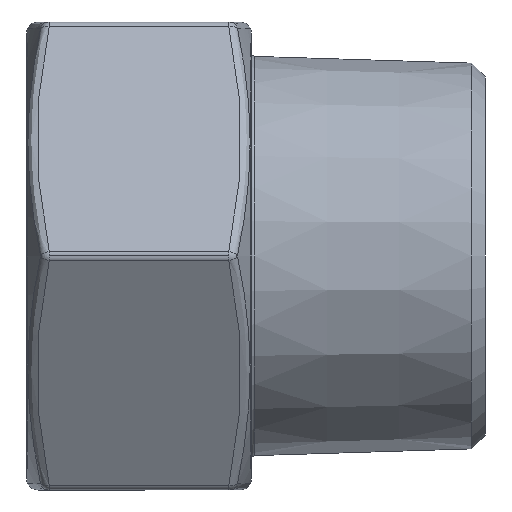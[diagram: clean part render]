
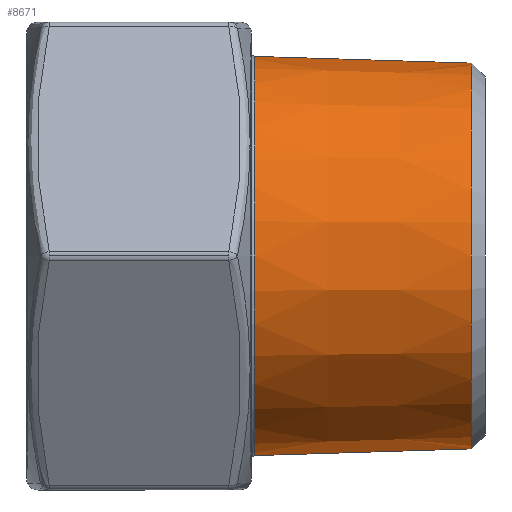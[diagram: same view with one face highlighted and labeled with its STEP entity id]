
A CAD part, front view. The second image highlights one B-rep face of the part: STEP entity #8671.
In plain terms, the highlighted conical face has half-angle 1.79 degrees and reference radius 20.604 mm.
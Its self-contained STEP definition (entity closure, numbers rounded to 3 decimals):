
#456 = AXIS2_PLACEMENT_3D ( 'NONE', #1192, #3480, #7103 ) ;
#1192 = CARTESIAN_POINT ( 'NONE',  ( 24.388, 0., 0. ) ) ;
#1233 = CIRCLE ( 'NONE', #5402, 20.604 ) ;
#2467 = VERTEX_POINT ( 'NONE', #10230 ) ;
#2563 = AXIS2_PLACEMENT_3D ( 'NONE', #2905, #5243, #5403 ) ;
#2889 = LINE ( 'NONE', #4594, #15241 ) ;
#2905 = CARTESIAN_POINT ( 'NONE',  ( 47.521, 0., 0. ) ) ;
#3099 = ORIENTED_EDGE ( 'NONE', *, *, #8028, .F. ) ;
#3480 = DIRECTION ( 'NONE',  ( 1., 0., 0. ) ) ;
#4594 = CARTESIAN_POINT ( 'NONE',  ( 47.521, 0., -20.604 ) ) ;
#4940 = FACE_OUTER_BOUND ( 'NONE', #7591, .T. ) ;
#5072 = VERTEX_POINT ( 'NONE', #13021 ) ;
#5243 = DIRECTION ( 'NONE',  ( -1., 0., 0. ) ) ;
#5264 = VERTEX_POINT ( 'NONE', #14321 ) ;
#5402 = AXIS2_PLACEMENT_3D ( 'NONE', #5999, #8407, #5952 ) ;
#5403 = DIRECTION ( 'NONE',  ( 0., 0., 1. ) ) ;
#5569 = CARTESIAN_POINT ( 'NONE',  ( 24.388, 0., -21.327 ) ) ;
#5952 = DIRECTION ( 'NONE',  ( 0., 0., 1. ) ) ;
#5999 = CARTESIAN_POINT ( 'NONE',  ( 47.521, 0., 0. ) ) ;
#6309 = CIRCLE ( 'NONE', #456, 21.327 ) ;
#6716 = VECTOR ( 'NONE', #9298, 1000. ) ;
#7103 = DIRECTION ( 'NONE',  ( 0., 0., 1. ) ) ;
#7591 = EDGE_LOOP ( 'NONE', ( #3099, #12205, #11824, #14203 ) ) ;
#8028 = EDGE_CURVE ( 'NONE', #2467, #11808, #2889, .T. ) ;
#8407 = DIRECTION ( 'NONE',  ( -1., 0., 0. ) ) ;
#8671 = ADVANCED_FACE ( 'NONE', ( #4940 ), #10738, .T. ) ;
#9298 = DIRECTION ( 'NONE',  ( -1., 0., 0.031 ) ) ;
#9332 = DIRECTION ( 'NONE',  ( -1., 0., -0.031 ) ) ;
#10230 = CARTESIAN_POINT ( 'NONE',  ( 47.521, 0., -20.604 ) ) ;
#10738 = CONICAL_SURFACE ( 'NONE', #2563, 20.604, 0.031 ) ;
#11732 = LINE ( 'NONE', #14013, #6716 ) ;
#11808 = VERTEX_POINT ( 'NONE', #5569 ) ;
#11824 = ORIENTED_EDGE ( 'NONE', *, *, #13380, .T. ) ;
#12205 = ORIENTED_EDGE ( 'NONE', *, *, #12599, .T. ) ;
#12599 = EDGE_CURVE ( 'NONE', #2467, #5264, #1233, .T. ) ;
#13021 = CARTESIAN_POINT ( 'NONE',  ( 24.388, 0., 21.327 ) ) ;
#13380 = EDGE_CURVE ( 'NONE', #5264, #5072, #11732, .T. ) ;
#13903 = EDGE_CURVE ( 'NONE', #5072, #11808, #6309, .T. ) ;
#14013 = CARTESIAN_POINT ( 'NONE',  ( 47.521, 0., 20.604 ) ) ;
#14203 = ORIENTED_EDGE ( 'NONE', *, *, #13903, .T. ) ;
#14321 = CARTESIAN_POINT ( 'NONE',  ( 47.521, 0., 20.604 ) ) ;
#15241 = VECTOR ( 'NONE', #9332, 1000. ) ;
